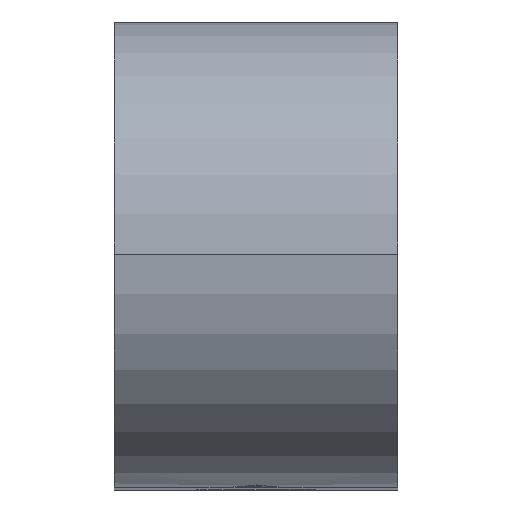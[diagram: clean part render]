
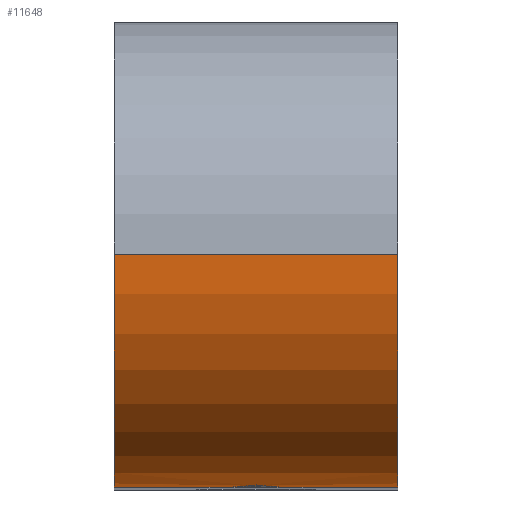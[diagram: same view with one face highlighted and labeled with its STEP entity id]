
A CAD part, top view. The second image highlights one B-rep face of the part: STEP entity #11648.
In plain terms, the highlighted cylindrical face has radius 20.5 mm (diameter 41 mm), a partial arc.
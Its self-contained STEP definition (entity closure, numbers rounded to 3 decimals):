
#8 = ORIENTED_EDGE ( 'NONE', *, *, #3303, .T. ) ;
#397 = CARTESIAN_POINT ( 'NONE',  ( -1.67, 0.04, 1.281 ) ) ;
#640 = FACE_OUTER_BOUND ( 'NONE', #13787, .T. ) ;
#980 = CARTESIAN_POINT ( 'NONE',  ( 1.28, 0.068, 1.67 ) ) ;
#1472 = EDGE_CURVE ( 'NONE', #6543, #12625, #5295, .T. ) ;
#1946 = VERTEX_POINT ( 'NONE', #14330 ) ;
#2088 = DIRECTION ( 'NONE',  ( -1., 0., 0. ) ) ;
#2115 = CARTESIAN_POINT ( 'NONE',  ( 0., 0.108, 2.1 ) ) ;
#2210 = CARTESIAN_POINT ( 'NONE',  ( 1.821, 0.027, 1.054 ) ) ;
#2253 = CIRCLE ( 'NONE', #14168, 20.5 ) ;
#2517 = CARTESIAN_POINT ( 'NONE',  ( -1.056, 0.082, 1.835 ) ) ;
#2601 = CARTESIAN_POINT ( 'NONE',  ( -1.822, 0.027, 1.052 ) ) ;
#2681 = AXIS2_PLACEMENT_3D ( 'NONE', #5768, #6898, #11391 ) ;
#2731 = CIRCLE ( 'NONE', #2681, 20.5 ) ;
#2907 = EDGE_CURVE ( 'NONE', #1946, #5352, #2253, .T. ) ;
#3226 = CARTESIAN_POINT ( 'NONE',  ( 0.276, 0.106, 2.086 ) ) ;
#3281 = CARTESIAN_POINT ( 'NONE',  ( 1.992, 0.011, 0.678 ) ) ;
#3303 = EDGE_CURVE ( 'NONE', #1946, #13035, #7583, .T. ) ;
#3358 = CARTESIAN_POINT ( 'NONE',  ( 12.5, 20.5, 20.5 ) ) ;
#3595 = CARTESIAN_POINT ( 'NONE',  ( -0.274, 0.108, 2.1 ) ) ;
#3765 = CYLINDRICAL_SURFACE ( 'NONE', #7382, 20.5 ) ;
#3801 = VECTOR ( 'NONE', #5928, 1000. ) ;
#4384 = CARTESIAN_POINT ( 'NONE',  ( 2.032, 0.007, 0.547 ) ) ;
#4581 = CARTESIAN_POINT ( 'NONE',  ( 2.086, 0.001, 0.278 ) ) ;
#4741 = CARTESIAN_POINT ( 'NONE',  ( -2.1, 0., 0. ) ) ;
#5037 = VERTEX_POINT ( 'NONE', #7763 ) ;
#5295 = B_SPLINE_CURVE_WITH_KNOTS ( 'NONE', 3,
 ( #4741, #9081, #8151, #12486, #9211, #13541, #2601, #397, #11337, #9124, #2517, #10268, #3595, #11379 ),
 .UNSPECIFIED., .F., .F.,
 ( 4, 2, 2, 2, 2, 2, 4 ),
 ( 0., 0., 0.001, 0.001, 0.002, 0.002, 0.003 ),
 .UNSPECIFIED. ) ;
#5352 = VERTEX_POINT ( 'NONE', #12130 ) ;
#5486 = CARTESIAN_POINT ( 'NONE',  ( 1.053, 0.081, 1.822 ) ) ;
#5546 = CARTESIAN_POINT ( 'NONE',  ( 0., 0.108, 2.1 ) ) ;
#5587 = DIRECTION ( 'NONE',  ( 0., 0., -1. ) ) ;
#5768 = CARTESIAN_POINT ( 'NONE',  ( -12.5, 20.5, 0. ) ) ;
#5862 = ORIENTED_EDGE ( 'NONE', *, *, #1472, .T. ) ;
#5928 = DIRECTION ( 'NONE',  ( -1., 0., 0. ) ) ;
#6079 = DIRECTION ( 'NONE',  ( 0., 0., 1. ) ) ;
#6307 = VECTOR ( 'NONE', #2088, 1000. ) ;
#6328 = EDGE_CURVE ( 'NONE', #12625, #6349, #14017, .T. ) ;
#6349 = VERTEX_POINT ( 'NONE', #10104 ) ;
#6397 = LINE ( 'NONE', #12608, #3801 ) ;
#6514 = VECTOR ( 'NONE', #13266, 1000. ) ;
#6543 = VERTEX_POINT ( 'NONE', #14181 ) ;
#6756 = CARTESIAN_POINT ( 'NONE',  ( 12.5, 20.5, 0. ) ) ;
#6898 = DIRECTION ( 'NONE',  ( 1., 0., 0. ) ) ;
#7382 = AXIS2_PLACEMENT_3D ( 'NONE', #8297, #12755, #6079 ) ;
#7583 = LINE ( 'NONE', #3358, #6514 ) ;
#7708 = CARTESIAN_POINT ( 'NONE',  ( 0.137, 0.108, 2.1 ) ) ;
#7763 = CARTESIAN_POINT ( 'NONE',  ( -12.5, 0., 0. ) ) ;
#7853 = CARTESIAN_POINT ( 'NONE',  ( 2.1, 0., 0. ) ) ;
#8151 = CARTESIAN_POINT ( 'NONE',  ( -2.086, 0.001, 0.275 ) ) ;
#8297 = CARTESIAN_POINT ( 'NONE',  ( 12.5, 20.5, 0. ) ) ;
#8326 = EDGE_CURVE ( 'NONE', #5352, #6349, #6397, .T. ) ;
#8722 = CARTESIAN_POINT ( 'NONE',  ( 1.669, 0.04, 1.282 ) ) ;
#8818 = CARTESIAN_POINT ( 'NONE',  ( 1.582, 0.047, 1.387 ) ) ;
#9081 = CARTESIAN_POINT ( 'NONE',  ( -2.1, 0., 0.139 ) ) ;
#9124 = CARTESIAN_POINT ( 'NONE',  ( -1.291, 0.068, 1.679 ) ) ;
#9211 = CARTESIAN_POINT ( 'NONE',  ( -1.992, 0.011, 0.677 ) ) ;
#9511 = ORIENTED_EDGE ( 'NONE', *, *, #2907, .F. ) ;
#9574 = ORIENTED_EDGE ( 'NONE', *, *, #13890, .F. ) ;
#9956 = CARTESIAN_POINT ( 'NONE',  ( 1.887, 0.021, 0.932 ) ) ;
#10104 = CARTESIAN_POINT ( 'NONE',  ( 2.1, 0., 0. ) ) ;
#10268 = CARTESIAN_POINT ( 'NONE',  ( -0.551, 0.102, 2.045 ) ) ;
#10465 = ORIENTED_EDGE ( 'NONE', *, *, #12245, .T. ) ;
#10583 = ORIENTED_EDGE ( 'NONE', *, *, #8326, .F. ) ;
#10996 = CARTESIAN_POINT ( 'NONE',  ( 12.5, 0., 0. ) ) ;
#11337 = CARTESIAN_POINT ( 'NONE',  ( -1.581, 0.047, 1.389 ) ) ;
#11379 = CARTESIAN_POINT ( 'NONE',  ( 0., 0.108, 2.1 ) ) ;
#11391 = DIRECTION ( 'NONE',  ( 0., 0., -1. ) ) ;
#11648 = ADVANCED_FACE ( 'NONE', ( #640 ), #3765, .T. ) ;
#12044 = CARTESIAN_POINT ( 'NONE',  ( 0.545, 0.101, 2.033 ) ) ;
#12130 = CARTESIAN_POINT ( 'NONE',  ( 12.5, 0., 0. ) ) ;
#12245 = EDGE_CURVE ( 'NONE', #13035, #5037, #2731, .T. ) ;
#12268 = DIRECTION ( 'NONE',  ( 1., 0., 0. ) ) ;
#12486 = CARTESIAN_POINT ( 'NONE',  ( -2.033, 0.007, 0.544 ) ) ;
#12608 = CARTESIAN_POINT ( 'NONE',  ( 12.5, 0., 0. ) ) ;
#12625 = VERTEX_POINT ( 'NONE', #5546 ) ;
#12755 = DIRECTION ( 'NONE',  ( -1., 0., 0. ) ) ;
#13035 = VERTEX_POINT ( 'NONE', #13172 ) ;
#13069 = ORIENTED_EDGE ( 'NONE', *, *, #6328, .T. ) ;
#13131 = LINE ( 'NONE', #10996, #6307 ) ;
#13144 = CARTESIAN_POINT ( 'NONE',  ( 0.676, 0.097, 1.993 ) ) ;
#13172 = CARTESIAN_POINT ( 'NONE',  ( -12.5, 20.5, 20.5 ) ) ;
#13266 = DIRECTION ( 'NONE',  ( -1., 0., 0. ) ) ;
#13289 = CARTESIAN_POINT ( 'NONE',  ( 1.386, 0.061, 1.583 ) ) ;
#13431 = CARTESIAN_POINT ( 'NONE',  ( 2.1, 0., 0.139 ) ) ;
#13541 = CARTESIAN_POINT ( 'NONE',  ( -1.887, 0.021, 0.932 ) ) ;
#13787 = EDGE_LOOP ( 'NONE', ( #9511, #8, #10465, #9574, #5862, #13069, #10583 ) ) ;
#13890 = EDGE_CURVE ( 'NONE', #6543, #5037, #13131, .T. ) ;
#14017 = B_SPLINE_CURVE_WITH_KNOTS ( 'NONE', 3,
 ( #2115, #7708, #3226, #12044, #13144, #14248, #5486, #980, #13289, #8818, #8722, #2210, #9956, #3281, #4384, #4581, #13431, #7853 ),
 .UNSPECIFIED., .F., .F.,
 ( 4, 2, 2, 2, 2, 2, 2, 2, 4 ),
 ( 0.003, 0.004, 0.004, 0.005, 0.005, 0.005, 0.006, 0.006, 0.007 ),
 .UNSPECIFIED. ) ;
#14168 = AXIS2_PLACEMENT_3D ( 'NONE', #6756, #12268, #5587 ) ;
#14181 = CARTESIAN_POINT ( 'NONE',  ( -2.1, 0., 0. ) ) ;
#14248 = CARTESIAN_POINT ( 'NONE',  ( 0.93, 0.087, 1.888 ) ) ;
#14330 = CARTESIAN_POINT ( 'NONE',  ( 12.5, 20.5, 20.5 ) ) ;
